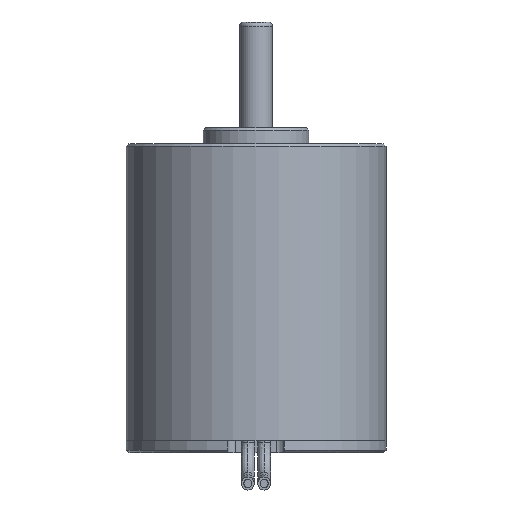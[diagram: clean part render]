
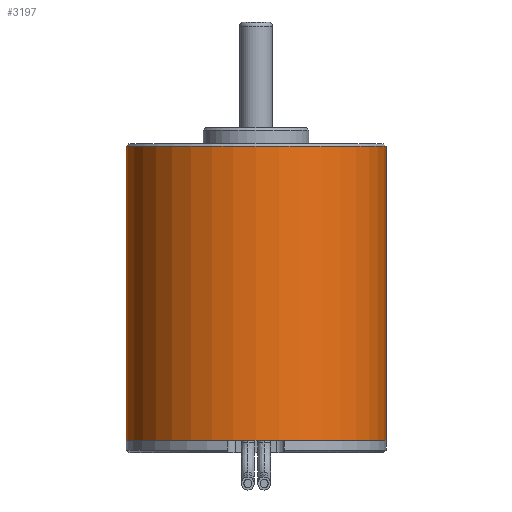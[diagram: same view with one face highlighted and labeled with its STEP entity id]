
A CAD part, front view. The second image highlights one B-rep face of the part: STEP entity #3197.
In plain terms, the highlighted cylindrical face has radius 16 mm (diameter 32 mm), a partial arc.
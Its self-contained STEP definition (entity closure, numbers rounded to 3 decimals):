
#59 = DIRECTION ( 'NONE',  ( -1., 0., 0. ) ) ;
#108 = CIRCLE ( 'NONE', #1783, 16. ) ;
#303 = VERTEX_POINT ( 'NONE', #441 ) ;
#383 = VERTEX_POINT ( 'NONE', #860 ) ;
#441 = CARTESIAN_POINT ( 'NONE',  ( -16., 0., 37.7 ) ) ;
#449 = LINE ( 'NONE', #957, #653 ) ;
#520 = ORIENTED_EDGE ( 'NONE', *, *, #4838, .F. ) ;
#640 = DIRECTION ( 'NONE',  ( 0., 0., -1. ) ) ;
#653 = VECTOR ( 'NONE', #4494, 1000. ) ;
#665 = ORIENTED_EDGE ( 'NONE', *, *, #3077, .T. ) ;
#692 = AXIS2_PLACEMENT_3D ( 'NONE', #3792, #1399, #1052 ) ;
#778 = CIRCLE ( 'NONE', #4384, 16. ) ;
#860 = CARTESIAN_POINT ( 'NONE',  ( -16., 0., 1.5 ) ) ;
#957 = CARTESIAN_POINT ( 'NONE',  ( 16., 0., 38. ) ) ;
#1052 = DIRECTION ( 'NONE',  ( -1., 0., 0. ) ) ;
#1399 = DIRECTION ( 'NONE',  ( 0., 0., -1. ) ) ;
#1686 = EDGE_LOOP ( 'NONE', ( #4668, #665, #3475, #520 ) ) ;
#1783 = AXIS2_PLACEMENT_3D ( 'NONE', #3316, #3656, #59 ) ;
#1985 = VECTOR ( 'NONE', #640, 1000. ) ;
#2183 = FACE_OUTER_BOUND ( 'NONE', #1686, .T. ) ;
#2360 = VERTEX_POINT ( 'NONE', #3998 ) ;
#2403 = DIRECTION ( 'NONE',  ( 0., 0., -1. ) ) ;
#2654 = CARTESIAN_POINT ( 'NONE',  ( 16., 0., 37.7 ) ) ;
#3077 = EDGE_CURVE ( 'NONE', #4799, #303, #108, .T. ) ;
#3115 = DIRECTION ( 'NONE',  ( -1., 0., 0. ) ) ;
#3197 = ADVANCED_FACE ( 'NONE', ( #2183 ), #3463, .T. ) ;
#3316 = CARTESIAN_POINT ( 'NONE',  ( 0., 0., 37.7 ) ) ;
#3463 = CYLINDRICAL_SURFACE ( 'NONE', #692, 16. ) ;
#3475 = ORIENTED_EDGE ( 'NONE', *, *, #4277, .T. ) ;
#3476 = EDGE_CURVE ( 'NONE', #4799, #2360, #449, .T. ) ;
#3656 = DIRECTION ( 'NONE',  ( 0., 0., -1. ) ) ;
#3792 = CARTESIAN_POINT ( 'NONE',  ( 0., 0., 38. ) ) ;
#3998 = CARTESIAN_POINT ( 'NONE',  ( 16., 0., 1.5 ) ) ;
#4236 = CARTESIAN_POINT ( 'NONE',  ( -16., 0., 38. ) ) ;
#4277 = EDGE_CURVE ( 'NONE', #303, #383, #5070, .T. ) ;
#4384 = AXIS2_PLACEMENT_3D ( 'NONE', #5139, #2403, #3115 ) ;
#4494 = DIRECTION ( 'NONE',  ( 0., 0., -1. ) ) ;
#4668 = ORIENTED_EDGE ( 'NONE', *, *, #3476, .F. ) ;
#4799 = VERTEX_POINT ( 'NONE', #2654 ) ;
#4838 = EDGE_CURVE ( 'NONE', #2360, #383, #778, .T. ) ;
#5070 = LINE ( 'NONE', #4236, #1985 ) ;
#5139 = CARTESIAN_POINT ( 'NONE',  ( 0., 0., 1.5 ) ) ;
